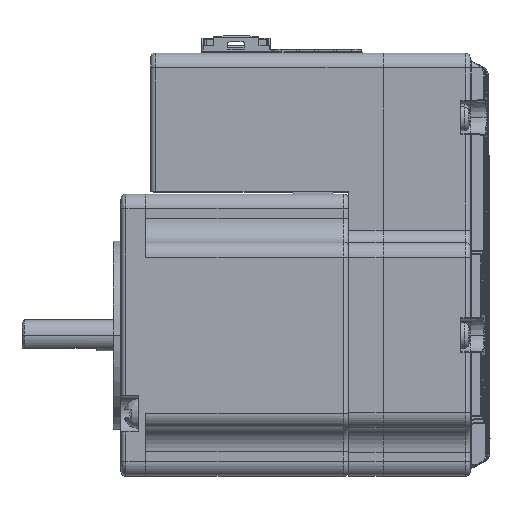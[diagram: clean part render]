
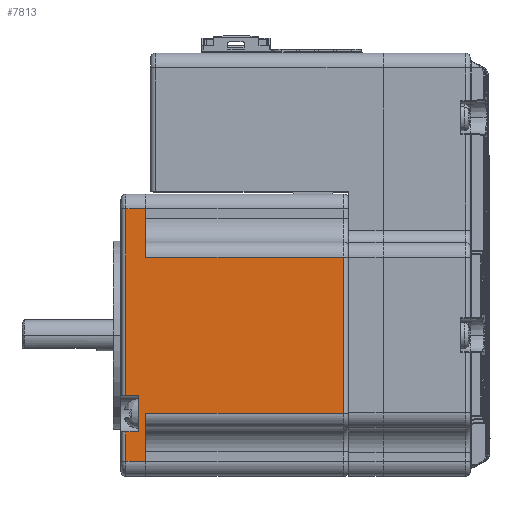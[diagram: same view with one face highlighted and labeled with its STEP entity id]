
A CAD part, top view. The second image highlights one B-rep face of the part: STEP entity #7813.
In plain terms, the highlighted face is planar.
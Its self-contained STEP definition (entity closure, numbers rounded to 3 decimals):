
#247 = VECTOR ( 'NONE', #118675, 1000. ) ;
#833 = CARTESIAN_POINT ( 'NONE',  ( -36.289, -75.243, 46. ) ) ;
#1931 = LINE ( 'NONE', #114688, #99431 ) ;
#2822 = LINE ( 'NONE', #9755, #19099 ) ;
#3085 = VERTEX_POINT ( 'NONE', #10218 ) ;
#6348 = PLANE ( 'NONE',  #10428 ) ;
#7813 = ADVANCED_FACE ( 'NONE', ( #96740 ), #6348, .T. ) ;
#8403 = EDGE_CURVE ( 'NONE', #3085, #13047, #74556, .T. ) ;
#8421 = LINE ( 'NONE', #109608, #30598 ) ;
#8756 = CARTESIAN_POINT ( 'NONE',  ( -36.289, -24.243, 0. ) ) ;
#9755 = CARTESIAN_POINT ( 'NONE',  ( -36.289, -30.143, 0. ) ) ;
#10218 = CARTESIAN_POINT ( 'NONE',  ( -36.289, -37.543, 46. ) ) ;
#10273 = VECTOR ( 'NONE', #49756, 1000. ) ;
#10428 = AXIS2_PLACEMENT_3D ( 'NONE', #118700, #100923, #63419 ) ;
#10485 = VECTOR ( 'NONE', #23232, 1000. ) ;
#12195 = EDGE_CURVE ( 'NONE', #96449, #3085, #88756, .T. ) ;
#12531 = LINE ( 'NONE', #37608, #96756 ) ;
#13047 = VERTEX_POINT ( 'NONE', #35816 ) ;
#14587 = LINE ( 'NONE', #8756, #86925 ) ;
#14955 = VERTEX_POINT ( 'NONE', #106796 ) ;
#15103 = VERTEX_POINT ( 'NONE', #24259 ) ;
#16014 = CARTESIAN_POINT ( 'NONE',  ( -36.289, -37.543, 0. ) ) ;
#16125 = EDGE_CURVE ( 'NONE', #15103, #106464, #14587, .T. ) ;
#18461 = ORIENTED_EDGE ( 'NONE', *, *, #56265, .T. ) ;
#19099 = VECTOR ( 'NONE', #65218, 1000. ) ;
#23232 = DIRECTION ( 'NONE',  ( 0., 1., 0. ) ) ;
#24259 = CARTESIAN_POINT ( 'NONE',  ( -36.289, -24.243, 46. ) ) ;
#25567 = VERTEX_POINT ( 'NONE', #82427 ) ;
#25909 = CARTESIAN_POINT ( 'NONE',  ( -36.289, -33.973, 42. ) ) ;
#26079 = ORIENTED_EDGE ( 'NONE', *, *, #78800, .T. ) ;
#27787 = DIRECTION ( 'NONE',  ( 0., 0., -1. ) ) ;
#30598 = VECTOR ( 'NONE', #80686, 1000. ) ;
#32823 = CARTESIAN_POINT ( 'NONE',  ( -36.289, -75.243, 0. ) ) ;
#33864 = LINE ( 'NONE', #37380, #81068 ) ;
#35816 = CARTESIAN_POINT ( 'NONE',  ( -36.289, -37.543, 43.5 ) ) ;
#37380 = CARTESIAN_POINT ( 'NONE',  ( -36.289, -21.243, 42. ) ) ;
#37608 = CARTESIAN_POINT ( 'NONE',  ( -36.289, -21.243, 2. ) ) ;
#39475 = ORIENTED_EDGE ( 'NONE', *, *, #90217, .T. ) ;
#40442 = EDGE_CURVE ( 'NONE', #87156, #121775, #12531, .T. ) ;
#42620 = CARTESIAN_POINT ( 'NONE',  ( -36.289, -24.243, 42. ) ) ;
#45026 = LINE ( 'NONE', #25909, #68553 ) ;
#49756 = DIRECTION ( 'NONE',  ( 0., 1., 0. ) ) ;
#50944 = CARTESIAN_POINT ( 'NONE',  ( -36.289, -21.243, 46. ) ) ;
#52035 = VERTEX_POINT ( 'NONE', #73628 ) ;
#55636 = ORIENTED_EDGE ( 'NONE', *, *, #101094, .T. ) ;
#56265 = EDGE_CURVE ( 'NONE', #13047, #14955, #121113, .T. ) ;
#63419 = DIRECTION ( 'NONE',  ( 0., 0., 1. ) ) ;
#65094 = DIRECTION ( 'NONE',  ( 0., -1., 0. ) ) ;
#65218 = DIRECTION ( 'NONE',  ( 0., 0., 1. ) ) ;
#66174 = LINE ( 'NONE', #91741, #77939 ) ;
#66542 = DIRECTION ( 'NONE',  ( 0., -1., 0. ) ) ;
#67505 = EDGE_LOOP ( 'NONE', ( #96679, #117435, #26079, #67919, #104466, #74447, #116529, #18461, #39475, #108376, #113293, #55636 ) ) ;
#67919 = ORIENTED_EDGE ( 'NONE', *, *, #99067, .T. ) ;
#68553 = VECTOR ( 'NONE', #73410, 1000. ) ;
#68728 = VERTEX_POINT ( 'NONE', #116892 ) ;
#73410 = DIRECTION ( 'NONE',  ( 0., 0., 1. ) ) ;
#73628 = CARTESIAN_POINT ( 'NONE',  ( -36.289, -65.513, 42. ) ) ;
#74447 = ORIENTED_EDGE ( 'NONE', *, *, #12195, .T. ) ;
#74556 = LINE ( 'NONE', #16014, #78860 ) ;
#77939 = VECTOR ( 'NONE', #119867, 1000. ) ;
#78800 = EDGE_CURVE ( 'NONE', #121775, #52035, #1931, .T. ) ;
#78860 = VECTOR ( 'NONE', #120476, 1000. ) ;
#80521 = CARTESIAN_POINT ( 'NONE',  ( -36.289, -33.973, 2. ) ) ;
#80686 = DIRECTION ( 'NONE',  ( 0., 1., 0. ) ) ;
#81068 = VECTOR ( 'NONE', #65094, 1000. ) ;
#82427 = CARTESIAN_POINT ( 'NONE',  ( -36.289, -30.143, 46. ) ) ;
#83863 = EDGE_CURVE ( 'NONE', #120229, #96449, #113945, .T. ) ;
#84375 = CARTESIAN_POINT ( 'NONE',  ( -36.289, -75.243, 42. ) ) ;
#86925 = VECTOR ( 'NONE', #27787, 1000. ) ;
#87156 = VERTEX_POINT ( 'NONE', #80521 ) ;
#88756 = LINE ( 'NONE', #50944, #10485 ) ;
#90217 = EDGE_CURVE ( 'NONE', #14955, #25567, #2822, .T. ) ;
#91741 = CARTESIAN_POINT ( 'NONE',  ( -36.289, -21.243, 42. ) ) ;
#92461 = CARTESIAN_POINT ( 'NONE',  ( -36.289, -65.513, 2. ) ) ;
#96449 = VERTEX_POINT ( 'NONE', #833 ) ;
#96679 = ORIENTED_EDGE ( 'NONE', *, *, #117158, .F. ) ;
#96740 = FACE_OUTER_BOUND ( 'NONE', #67505, .T. ) ;
#96756 = VECTOR ( 'NONE', #66542, 1000. ) ;
#99067 = EDGE_CURVE ( 'NONE', #52035, #120229, #66174, .T. ) ;
#99431 = VECTOR ( 'NONE', #115108, 1000. ) ;
#100923 = DIRECTION ( 'NONE',  ( -1., 0., 0. ) ) ;
#101094 = EDGE_CURVE ( 'NONE', #106464, #68728, #33864, .T. ) ;
#104466 = ORIENTED_EDGE ( 'NONE', *, *, #83863, .T. ) ;
#106279 = CARTESIAN_POINT ( 'NONE',  ( -36.289, -21.243, 43.5 ) ) ;
#106464 = VERTEX_POINT ( 'NONE', #42620 ) ;
#106796 = CARTESIAN_POINT ( 'NONE',  ( -36.289, -30.143, 43.5 ) ) ;
#108376 = ORIENTED_EDGE ( 'NONE', *, *, #109048, .T. ) ;
#109048 = EDGE_CURVE ( 'NONE', #25567, #15103, #8421, .T. ) ;
#109608 = CARTESIAN_POINT ( 'NONE',  ( -36.289, -21.243, 46. ) ) ;
#113293 = ORIENTED_EDGE ( 'NONE', *, *, #16125, .T. ) ;
#113945 = LINE ( 'NONE', #32823, #247 ) ;
#114688 = CARTESIAN_POINT ( 'NONE',  ( -36.289, -65.513, 0. ) ) ;
#115108 = DIRECTION ( 'NONE',  ( 0., 0., 1. ) ) ;
#116529 = ORIENTED_EDGE ( 'NONE', *, *, #8403, .T. ) ;
#116892 = CARTESIAN_POINT ( 'NONE',  ( -36.289, -33.973, 42. ) ) ;
#117158 = EDGE_CURVE ( 'NONE', #87156, #68728, #45026, .T. ) ;
#117435 = ORIENTED_EDGE ( 'NONE', *, *, #40442, .T. ) ;
#118675 = DIRECTION ( 'NONE',  ( 0., 0., 1. ) ) ;
#118700 = CARTESIAN_POINT ( 'NONE',  ( -36.289, -21.243, 0. ) ) ;
#119867 = DIRECTION ( 'NONE',  ( 0., -1., 0. ) ) ;
#120229 = VERTEX_POINT ( 'NONE', #84375 ) ;
#120476 = DIRECTION ( 'NONE',  ( 0., 0., -1. ) ) ;
#121113 = LINE ( 'NONE', #106279, #10273 ) ;
#121775 = VERTEX_POINT ( 'NONE', #92461 ) ;
